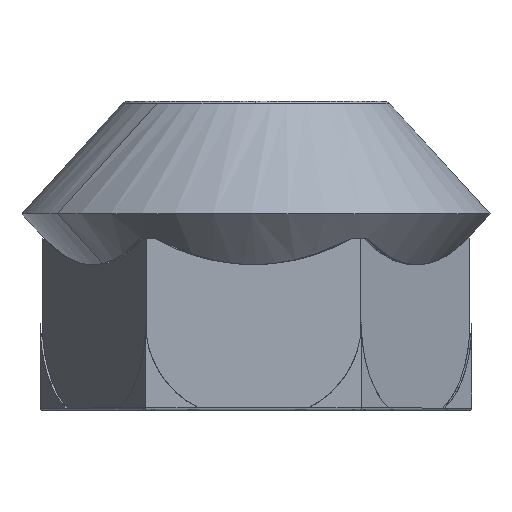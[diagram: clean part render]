
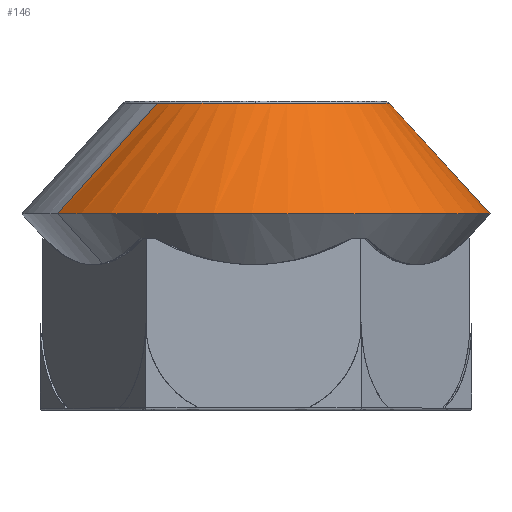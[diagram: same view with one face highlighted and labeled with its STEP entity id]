
A CAD part, top view. The second image highlights one B-rep face of the part: STEP entity #146.
In plain terms, the highlighted free-form (B-spline) face has degree [3, 1] with [4, 2] control points.
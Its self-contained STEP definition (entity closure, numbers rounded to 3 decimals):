
#146 = ADVANCED_FACE('',(#147),#189,.T.);
#147 = FACE_BOUND('',#148,.T.);
#148 = EDGE_LOOP('',(#149,#160,#167,#176,#184));
#149 = ORIENTED_EDGE('',*,*,#150,.T.);
#150 = EDGE_CURVE('',#151,#153,#155,.T.);
#151 = VERTEX_POINT('',#152);
#152 = CARTESIAN_POINT('',(-8.953,0.,5.611));
#153 = VERTEX_POINT('',#154);
#154 = CARTESIAN_POINT('',(8.953,0.,-5.611));
#155 = ( BOUNDED_CURVE() B_SPLINE_CURVE(3,(#156,#157,#158,#159),
.UNSPECIFIED.,.F.,.F.) B_SPLINE_CURVE_WITH_KNOTS((4,4),(0.,1.),
.PIECEWISE_BEZIER_KNOTS.) CURVE() GEOMETRIC_REPRESENTATION_ITEM() 
RATIONAL_B_SPLINE_CURVE((1.,0.333,0.333,1.)) 
REPRESENTATION_ITEM('') );
#156 = CARTESIAN_POINT('',(-8.953,0.,5.611));
#157 = CARTESIAN_POINT('',(2.269,0.,23.518));
#158 = CARTESIAN_POINT('',(20.175,0.,12.295));
#159 = CARTESIAN_POINT('',(8.953,0.,-5.611));
#160 = ORIENTED_EDGE('',*,*,#161,.T.);
#161 = EDGE_CURVE('',#153,#162,#164,.T.);
#162 = VERTEX_POINT('',#163);
#163 = CARTESIAN_POINT('',(4.459,4.987,-4.064
    ));
#164 = B_SPLINE_CURVE_WITH_KNOTS('',1,(#165,#166),.UNSPECIFIED.,.F.,.F.,
  (2,2),(0.,0.899),.PIECEWISE_BEZIER_KNOTS.);
#165 = CARTESIAN_POINT('',(8.953,0.,-5.611));
#166 = CARTESIAN_POINT('',(4.459,4.987,-4.064
    ));
#167 = ORIENTED_EDGE('',*,*,#168,.T.);
#168 = EDGE_CURVE('',#162,#169,#171,.T.);
#169 = VERTEX_POINT('',#170);
#170 = CARTESIAN_POINT('',(0.,4.987,
    6.033));
#171 = ( BOUNDED_CURVE() B_SPLINE_CURVE(3,(#172,#173,#174,#175),
.UNSPECIFIED.,.F.,.F.) B_SPLINE_CURVE_WITH_KNOTS((4,4),(0.,1.),
.PIECEWISE_BEZIER_KNOTS.) CURVE() GEOMETRIC_REPRESENTATION_ITEM() 
RATIONAL_B_SPLINE_CURVE((1.,0.538,0.396,0.575)) 
REPRESENTATION_ITEM('') );
#172 = CARTESIAN_POINT('',(4.459,4.987,-4.064
    ));
#173 = CARTESIAN_POINT('',(7.954,4.987,-0.228
    ));
#174 = CARTESIAN_POINT('',(7.047,4.987,6.033));
#175 = CARTESIAN_POINT('',(0.,4.987,
    6.033));
#176 = ORIENTED_EDGE('',*,*,#177,.T.);
#177 = EDGE_CURVE('',#169,#178,#180,.T.);
#178 = VERTEX_POINT('',#179);
#179 = CARTESIAN_POINT('',(-4.459,4.987,4.064
    ));
#180 = ( BOUNDED_CURVE() B_SPLINE_CURVE(2,(#181,#182,#183),
.UNSPECIFIED.,.F.,.F.) B_SPLINE_CURVE_WITH_KNOTS((3,3),(0.,
0.832),.PIECEWISE_BEZIER_KNOTS.) CURVE() 
GEOMETRIC_REPRESENTATION_ITEM() RATIONAL_B_SPLINE_CURVE((1.,
0.915,1.)) REPRESENTATION_ITEM('') );
#181 = CARTESIAN_POINT('',(0.,4.987,
    6.033));
#182 = CARTESIAN_POINT('',(-2.664,4.987,6.033
    ));
#183 = CARTESIAN_POINT('',(-4.459,4.987,4.064
    ));
#184 = ORIENTED_EDGE('',*,*,#185,.T.);
#185 = EDGE_CURVE('',#178,#151,#186,.T.);
#186 = B_SPLINE_CURVE_WITH_KNOTS('',1,(#187,#188),.UNSPECIFIED.,.F.,.F.,
  (2,2),(0.101,1.),.PIECEWISE_BEZIER_KNOTS.);
#187 = CARTESIAN_POINT('',(-4.459,4.987,4.064
    ));
#188 = CARTESIAN_POINT('',(-8.953,0.,5.611));
#189 = ( BOUNDED_SURFACE() B_SPLINE_SURFACE(3,1,(
    (#190,#191)
    ,(#192,#193)
    ,(#194,#195)
,(#196,#197
    )),.UNSPECIFIED.,.F.,.F.,.F.) B_SPLINE_SURFACE_WITH_KNOTS((4,4),(2,2
    ),(0.,0.5),(0.,0.899),.PIECEWISE_BEZIER_KNOTS.) 
GEOMETRIC_REPRESENTATION_ITEM() RATIONAL_B_SPLINE_SURFACE((
    (1.,1.)
    ,(0.333,0.333)
    ,(0.333,0.333)
,(1.,1.))) REPRESENTATION_ITEM('') SURFACE() );
#190 = CARTESIAN_POINT('',(-8.953,0.,5.611));
#191 = CARTESIAN_POINT('',(-4.459,4.987,4.064
    ));
#192 = CARTESIAN_POINT('',(2.269,0.,23.518));
#193 = CARTESIAN_POINT('',(3.669,4.987,12.981
    ));
#194 = CARTESIAN_POINT('',(20.175,0.,12.295));
#195 = CARTESIAN_POINT('',(12.586,4.987,4.854
    ));
#196 = CARTESIAN_POINT('',(8.953,0.,-5.611));
#197 = CARTESIAN_POINT('',(4.459,4.987,-4.064
    ));
